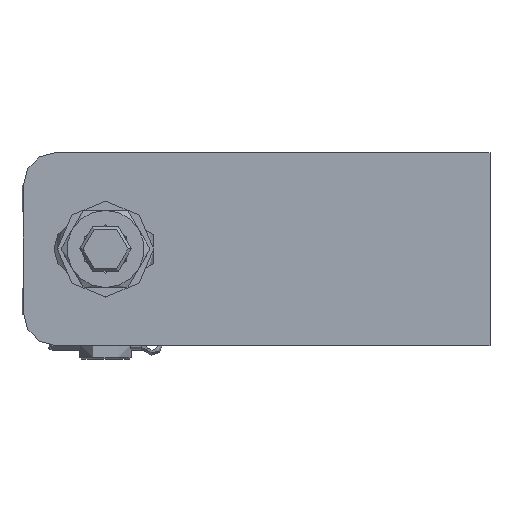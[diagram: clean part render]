
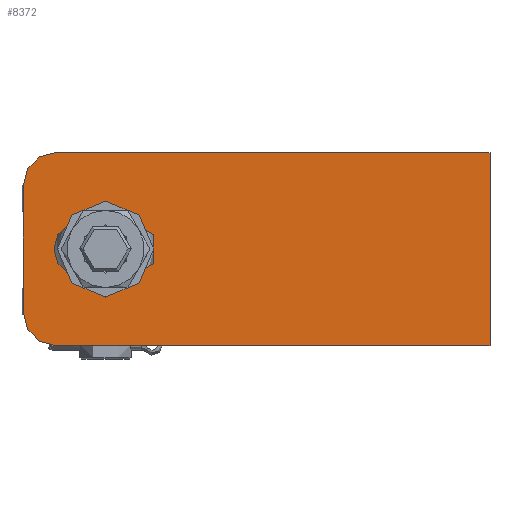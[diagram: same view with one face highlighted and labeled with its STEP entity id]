
A CAD part, top view. The second image highlights one B-rep face of the part: STEP entity #8372.
In plain terms, the highlighted planar face has unit normal (0, 0, 1).
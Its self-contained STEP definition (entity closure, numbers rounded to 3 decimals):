
#198 = VERTEX_POINT ( 'NONE', #16055 ) ;
#846 = LINE ( 'NONE', #10027, #7465 ) ;
#992 = DIRECTION ( 'NONE',  ( 1., 0., 0. ) ) ;
#1087 = EDGE_CURVE ( 'NONE', #16006, #9211, #1096, .T. ) ;
#1096 = CIRCLE ( 'NONE', #12997, 9. ) ;
#1385 = VERTEX_POINT ( 'NONE', #2325 ) ;
#1408 = CARTESIAN_POINT ( 'NONE',  ( -54., -9., 4. ) ) ;
#1440 = DIRECTION ( 'NONE',  ( 0., 0., 1. ) ) ;
#1519 = DIRECTION ( 'NONE',  ( 1., 0., 0. ) ) ;
#1582 = EDGE_CURVE ( 'NONE', #14668, #3704, #12304, .T. ) ;
#1991 = CARTESIAN_POINT ( 'NONE',  ( -40., 9., 4. ) ) ;
#2071 = ORIENTED_EDGE ( 'NONE', *, *, #16137, .T. ) ;
#2114 = DIRECTION ( 'NONE',  ( 0., -1., 0. ) ) ;
#2119 = VECTOR ( 'NONE', #1519, 1000. ) ;
#2225 = DIRECTION ( 'NONE',  ( 0., 0., 1. ) ) ;
#2290 = VERTEX_POINT ( 'NONE', #10365 ) ;
#2325 = CARTESIAN_POINT ( 'NONE',  ( -62.5, -30., 4. ) ) ;
#2533 = EDGE_CURVE ( 'NONE', #3704, #16006, #9239, .T. ) ;
#2675 = CARTESIAN_POINT ( 'NONE',  ( -62.5, 20., 4. ) ) ;
#2972 = CARTESIAN_POINT ( 'NONE',  ( -63., 0., 4. ) ) ;
#3137 = EDGE_CURVE ( 'NONE', #9211, #3305, #5062, .T. ) ;
#3278 = DIRECTION ( 'NONE',  ( 0., 0., 1. ) ) ;
#3305 = VERTEX_POINT ( 'NONE', #5821 ) ;
#3704 = VERTEX_POINT ( 'NONE', #9868 ) ;
#4250 = FACE_OUTER_BOUND ( 'NONE', #14743, .T. ) ;
#4534 = ORIENTED_EDGE ( 'NONE', *, *, #8835, .T. ) ;
#5062 = LINE ( 'NONE', #1408, #2119 ) ;
#5105 = DIRECTION ( 'NONE',  ( 1., 0., 0. ) ) ;
#5149 = CARTESIAN_POINT ( 'NONE',  ( -54., 0., 4. ) ) ;
#5153 = DIRECTION ( 'NONE',  ( 1., 0., 0. ) ) ;
#5335 = DIRECTION ( 'NONE',  ( 1., 0., 0. ) ) ;
#5523 = CIRCLE ( 'NONE', #15296, 10. ) ;
#5821 = CARTESIAN_POINT ( 'NONE',  ( -40., -9., 4. ) ) ;
#5924 = LINE ( 'NONE', #7192, #15060 ) ;
#6973 = CARTESIAN_POINT ( 'NONE',  ( -54., -9., 4. ) ) ;
#7097 = CARTESIAN_POINT ( 'NONE',  ( 0., 0., 4. ) ) ;
#7099 = VECTOR ( 'NONE', #8481, 1000. ) ;
#7192 = CARTESIAN_POINT ( 'NONE',  ( -72.5, 30., 4. ) ) ;
#7372 = FACE_BOUND ( 'NONE', #13217, .T. ) ;
#7465 = VECTOR ( 'NONE', #10091, 1000. ) ;
#7799 = CIRCLE ( 'NONE', #13398, 9. ) ;
#7850 = DIRECTION ( 'NONE',  ( -1., 0., 0. ) ) ;
#7887 = LINE ( 'NONE', #14207, #14964 ) ;
#8243 = VERTEX_POINT ( 'NONE', #8244 ) ;
#8244 = CARTESIAN_POINT ( 'NONE',  ( -72.5, 20., 4. ) ) ;
#8294 = ORIENTED_EDGE ( 'NONE', *, *, #15703, .T. ) ;
#8372 = ADVANCED_FACE ( 'NONE', ( #4250, #7372 ), #11343, .T. ) ;
#8481 = DIRECTION ( 'NONE',  ( 1., 0., 0. ) ) ;
#8604 = EDGE_CURVE ( 'NONE', #3305, #14668, #7799, .T. ) ;
#8781 = ORIENTED_EDGE ( 'NONE', *, *, #3137, .F. ) ;
#8835 = EDGE_CURVE ( 'NONE', #2290, #8243, #9931, .T. ) ;
#9211 = VERTEX_POINT ( 'NONE', #6973 ) ;
#9239 = CIRCLE ( 'NONE', #14457, 9. ) ;
#9240 = CARTESIAN_POINT ( 'NONE',  ( -40., 0., 4. ) ) ;
#9425 = CARTESIAN_POINT ( 'NONE',  ( -54., 0., 4. ) ) ;
#9868 = CARTESIAN_POINT ( 'NONE',  ( -54., 9., 4. ) ) ;
#9931 = CIRCLE ( 'NONE', #14615, 10. ) ;
#9952 = ORIENTED_EDGE ( 'NONE', *, *, #11644, .T. ) ;
#10027 = CARTESIAN_POINT ( 'NONE',  ( 72.5, 30., 4. ) ) ;
#10091 = DIRECTION ( 'NONE',  ( 0., 1., 0. ) ) ;
#10118 = ORIENTED_EDGE ( 'NONE', *, *, #11829, .T. ) ;
#10365 = CARTESIAN_POINT ( 'NONE',  ( -62.5, 30., 4. ) ) ;
#10423 = CARTESIAN_POINT ( 'NONE',  ( 72.5, -30., 4. ) ) ;
#10489 = CARTESIAN_POINT ( 'NONE',  ( -54., 9., 4. ) ) ;
#10490 = ORIENTED_EDGE ( 'NONE', *, *, #14488, .T. ) ;
#10613 = DIRECTION ( 'NONE',  ( 0., 0., 1. ) ) ;
#10747 = DIRECTION ( 'NONE',  ( 1., 0., 0. ) ) ;
#11343 = PLANE ( 'NONE',  #13962 ) ;
#11644 = EDGE_CURVE ( 'NONE', #8243, #13816, #5924, .T. ) ;
#11829 = EDGE_CURVE ( 'NONE', #13816, #1385, #5523, .T. ) ;
#12131 = DIRECTION ( 'NONE',  ( 0., 0., 1. ) ) ;
#12304 = LINE ( 'NONE', #10489, #17035 ) ;
#12997 = AXIS2_PLACEMENT_3D ( 'NONE', #9425, #1440, #10747 ) ;
#13019 = ORIENTED_EDGE ( 'NONE', *, *, #8604, .F. ) ;
#13101 = CARTESIAN_POINT ( 'NONE',  ( -62.5, -20., 4. ) ) ;
#13111 = DIRECTION ( 'NONE',  ( 0., 0., 1. ) ) ;
#13209 = DIRECTION ( 'NONE',  ( -1., 0., 0. ) ) ;
#13217 = EDGE_LOOP ( 'NONE', ( #8781, #14636, #14270, #16995, #13019 ) ) ;
#13398 = AXIS2_PLACEMENT_3D ( 'NONE', #9240, #13111, #5105 ) ;
#13745 = LINE ( 'NONE', #15042, #7099 ) ;
#13816 = VERTEX_POINT ( 'NONE', #17185 ) ;
#13962 = AXIS2_PLACEMENT_3D ( 'NONE', #7097, #3278, #16346 ) ;
#14207 = CARTESIAN_POINT ( 'NONE',  ( -72.5, 30., 4. ) ) ;
#14270 = ORIENTED_EDGE ( 'NONE', *, *, #2533, .F. ) ;
#14457 = AXIS2_PLACEMENT_3D ( 'NONE', #5149, #2225, #992 ) ;
#14488 = EDGE_CURVE ( 'NONE', #1385, #15249, #13745, .T. ) ;
#14615 = AXIS2_PLACEMENT_3D ( 'NONE', #2675, #12131, #5335 ) ;
#14636 = ORIENTED_EDGE ( 'NONE', *, *, #1087, .F. ) ;
#14668 = VERTEX_POINT ( 'NONE', #1991 ) ;
#14743 = EDGE_LOOP ( 'NONE', ( #9952, #10118, #10490, #2071, #8294, #4534 ) ) ;
#14964 = VECTOR ( 'NONE', #13209, 1000. ) ;
#15042 = CARTESIAN_POINT ( 'NONE',  ( -72.5, -30., 4. ) ) ;
#15060 = VECTOR ( 'NONE', #2114, 1000. ) ;
#15249 = VERTEX_POINT ( 'NONE', #10423 ) ;
#15296 = AXIS2_PLACEMENT_3D ( 'NONE', #13101, #10613, #5153 ) ;
#15703 = EDGE_CURVE ( 'NONE', #198, #2290, #7887, .T. ) ;
#16006 = VERTEX_POINT ( 'NONE', #2972 ) ;
#16055 = CARTESIAN_POINT ( 'NONE',  ( 72.5, 30., 4. ) ) ;
#16137 = EDGE_CURVE ( 'NONE', #15249, #198, #846, .T. ) ;
#16346 = DIRECTION ( 'NONE',  ( 1., 0., 0. ) ) ;
#16995 = ORIENTED_EDGE ( 'NONE', *, *, #1582, .F. ) ;
#17035 = VECTOR ( 'NONE', #7850, 1000. ) ;
#17185 = CARTESIAN_POINT ( 'NONE',  ( -72.5, -20., 4. ) ) ;
